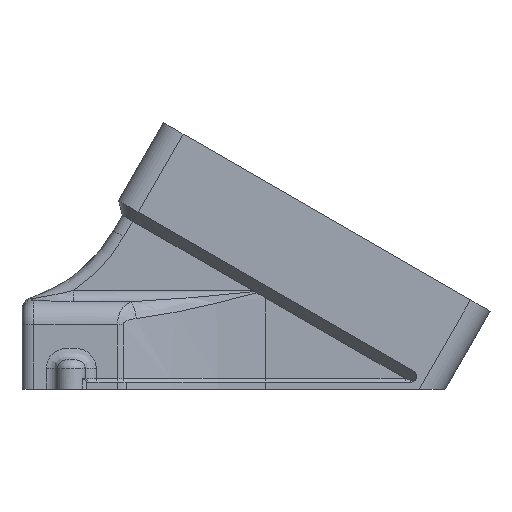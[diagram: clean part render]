
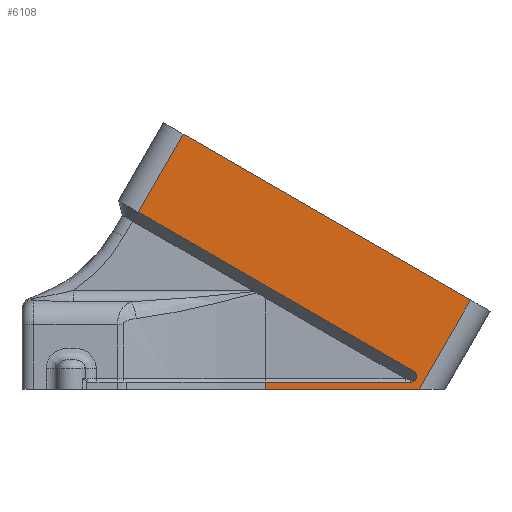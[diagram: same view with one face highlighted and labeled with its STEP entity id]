
A CAD part, left-side view. The second image highlights one B-rep face of the part: STEP entity #6108.
In plain terms, the highlighted planar face has unit normal (-1, 0, 0).
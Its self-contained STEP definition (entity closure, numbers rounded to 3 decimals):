
#396=PLANE('',#6720);
#650=FACE_OUTER_BOUND('',#1023,.T.);
#1023=EDGE_LOOP('',(#5151,#5152,#5153,#5154,#5155,#5156,#5157,#5158));
#1198=LINE('',#8813,#1684);
#1239=LINE('',#8961,#1725);
#1540=LINE('',#10329,#2026);
#1542=LINE('',#10335,#2028);
#1570=LINE('',#10509,#2056);
#1571=LINE('',#10511,#2057);
#1572=LINE('',#10513,#2058);
#1684=VECTOR('',#7011,10.);
#1725=VECTOR('',#7140,10.);
#2026=VECTOR('',#8129,10.);
#2028=VECTOR('',#8135,10.);
#2056=VECTOR('',#8241,10.);
#2057=VECTOR('',#8244,10.);
#2058=VECTOR('',#8247,10.);
#2311=CIRCLE('',#6711,2.);
#2453=VERTEX_POINT('',#8810);
#2454=VERTEX_POINT('',#8812);
#2501=VERTEX_POINT('',#8958);
#2502=VERTEX_POINT('',#8960);
#2843=VERTEX_POINT('',#10326);
#2844=VERTEX_POINT('',#10328);
#2845=VERTEX_POINT('',#10332);
#2846=VERTEX_POINT('',#10334);
#3029=EDGE_CURVE('',#2453,#2454,#1198,.T.);
#3098=EDGE_CURVE('',#2502,#2501,#1239,.T.);
#3621=EDGE_CURVE('',#2843,#2844,#1540,.T.);
#3624=EDGE_CURVE('',#2845,#2846,#1542,.T.);
#3669=EDGE_CURVE('',#2845,#2844,#2311,.F.);
#3676=EDGE_CURVE('',#2846,#2453,#1570,.T.);
#3677=EDGE_CURVE('',#2454,#2501,#1571,.T.);
#3678=EDGE_CURVE('',#2502,#2843,#1572,.T.);
#5151=ORIENTED_EDGE('',*,*,#3676,.F.);
#5152=ORIENTED_EDGE('',*,*,#3624,.F.);
#5153=ORIENTED_EDGE('',*,*,#3669,.T.);
#5154=ORIENTED_EDGE('',*,*,#3621,.F.);
#5155=ORIENTED_EDGE('',*,*,#3678,.F.);
#5156=ORIENTED_EDGE('',*,*,#3098,.T.);
#5157=ORIENTED_EDGE('',*,*,#3677,.F.);
#5158=ORIENTED_EDGE('',*,*,#3029,.F.);
#6108=ADVANCED_FACE('',(#650),#396,.T.);
#6711=AXIS2_PLACEMENT_3D('',#10496,#8220,#8221);
#6720=AXIS2_PLACEMENT_3D('',#10512,#8245,#8246);
#7011=DIRECTION('',(0.,-0.866,-0.5));
#7140=DIRECTION('',(0.,-1.,0.));
#8129=DIRECTION('',(0.,-1.,0.));
#8135=DIRECTION('',(0.,0.866,0.5));
#8220=DIRECTION('center_axis',(-1.,0.,0.));
#8221=DIRECTION('ref_axis',(0.,-0.966,-0.259));
#8241=DIRECTION('',(0.,-0.5,0.866));
#8244=DIRECTION('',(0.,0.5,-0.866));
#8245=DIRECTION('center_axis',(-1.,0.,0.));
#8246=DIRECTION('ref_axis',(0.,-0.866,-0.5));
#8247=DIRECTION('',(0.,0.,1.));
#8810=CARTESIAN_POINT('',(-63.6,88.377,86.127));
#8812=CARTESIAN_POINT('',(-63.6,-8.618,30.127));
#8813=CARTESIAN_POINT('',(-63.6,-15.2,26.327));
#8958=CARTESIAN_POINT('',(-63.6,8.776,0.));
#8960=CARTESIAN_POINT('',(-63.6,60.605,0.));
#8961=CARTESIAN_POINT('',(-63.6,60.605,0.));
#10326=CARTESIAN_POINT('',(-63.6,60.605,2.4));
#10328=CARTESIAN_POINT('',(-63.6,11.621,2.4));
#10329=CARTESIAN_POINT('',(-63.6,60.605,2.4));
#10332=CARTESIAN_POINT('',(-63.6,10.621,6.132));
#10334=CARTESIAN_POINT('',(-63.6,103.577,59.8));
#10335=CARTESIAN_POINT('',(-63.6,0.,0.));
#10496=CARTESIAN_POINT('Origin',(-63.6,11.621,4.4));
#10509=CARTESIAN_POINT('',(-63.6,103.577,59.8));
#10511=CARTESIAN_POINT('',(-63.6,6.582,3.8));
#10512=CARTESIAN_POINT('Origin',(-63.6,110.158,63.6));
#10513=CARTESIAN_POINT('',(-63.6,60.605,0.));
